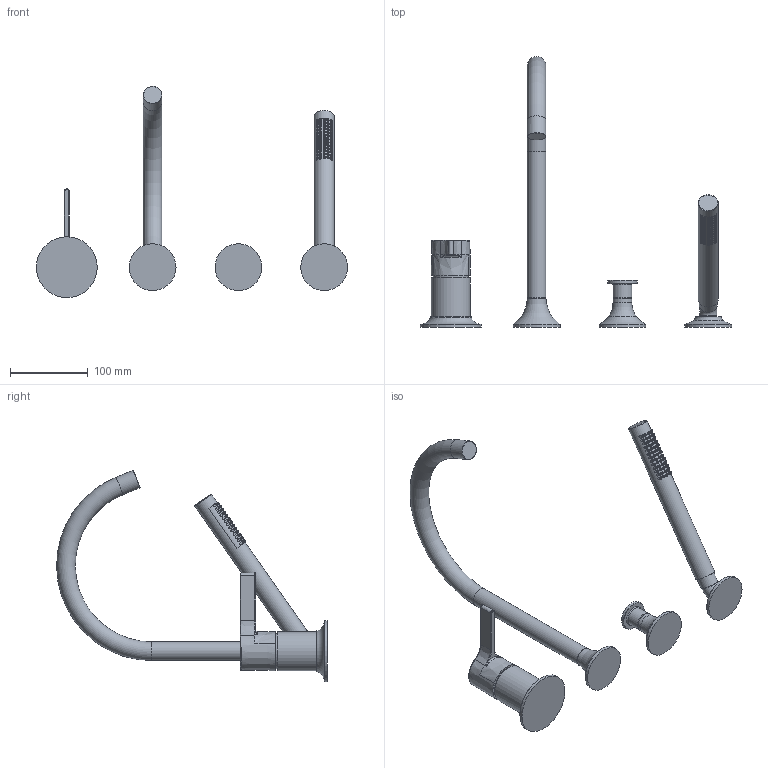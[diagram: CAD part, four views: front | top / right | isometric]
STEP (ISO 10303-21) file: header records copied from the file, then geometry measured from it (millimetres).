
FILE_DESCRIPTION (( 'STEP AP203' ), '1' );
FILE_NAME ('27632809-00.STEP', '2019-07-17T05:05:36', ( '' ), ( '' ), 'SwSTEP 2.0', 'SolidWorks 2017', '' );
FILE_SCHEMA (( 'CONFIG_CONTROL_DESIGN' ));
Length unit declared in the file: millimetre
Products named in the file (16): Planungsmodell_Einsatz-+-04.12.11.140.10_02_K1; Planungsmodell_Rosette-+-09.27.80.013.90-01_K1_D78x13,50; Planungsmodell_Rohr_gerade-+-28.568.780-10_ _K316_45 x 30; Planungsmodell_Einsatz-+-04.12.11.140.10_03_K1; Planungsmodell_Rosette-+-09.27.80.011.90-01_K2_D60x37 (Rohranschluss D24); Planungsmodell_Wannenrand- EHM VAIA-+-29.300.809-1_PDB_29300809-00; Planungsmodell_Handbrause-+-04.12.11.140.10_01_K1; Planungsmodell_Rohr-+-09.28.22.316.90-01_K1_D24x310; 27632809-00; Planungsmodell_Nippel-+-09.24.04.019.94-01_-; Planungsmodell_Rosette-+-09.27.80.016.90-01_K2_D60x37; Planungsmodell_Rohr_gerade-+-28.568.780-10_ _K318_50 x 55; Planungsmodell_Rosette-+-09.27.80.016.90-01_K1_D60x13,70; Planungsmodell_Hebel-+-09.20.80.022-01_K1; Planungsmodell_Knopf-+-09.20.80.016.90-01_K1; Planungsmodell_Koerper-+-04.12.11.140.10_04_K1
Assembly tree (15 placements, depth 4):
  27632809-00
    Planungsmodell_Rosette-+-09.27.80.011.90-01_K2_D60x37 (Rohranschluss D24)
    Planungsmodell_Rohr-+-09.28.22.316.90-01_K1_D24x310
    Planungsmodell_Rosette-+-09.27.80.016.90-01_K2_D60x37
    Planungsmodell_Rosette-+-09.27.80.016.90-01_K1_D60x13,70
    Planungsmodell_Knopf-+-09.20.80.016.90-01_K1
    Planungsmodell_Handbrause-+-04.12.11.140.10_01_K1
      Planungsmodell_Koerper-+-04.12.11.140.10_04_K1
      Planungsmodell_Einsatz-+-04.12.11.140.10_03_K1
        Planungsmodell_Einsatz-+-04.12.11.140.10_02_K1
    Planungsmodell_Nippel-+-09.24.04.019.94-01_-
    Planungsmodell_Wannenrand- EHM VAIA-+-29.300.809-1_PDB_29300809-00
      Planungsmodell_Rohr_gerade-+-28.568.780-10_ _K318_50 x 55
      Planungsmodell_Hebel-+-09.20.80.022-01_K1
      Planungsmodell_Rosette-+-09.27.80.013.90-01_K1_D78x13,50
      Planungsmodell_Rohr_gerade-+-28.568.780-10_ _K316_45 x 30
Bounding box: 399 x 347.12 x 270.88 mm (x, y, z)
Volume: 792413.9 mm3; surface area: 141761.3 mm2
Topology: 12 solids, 12 shells, 301 faces, 583 edges, 378 vertices
Faces by surface type: plane 100, torus 92, cylinder 90, bspline 10, cone 7, sphere 2
Full cylindrical faces by diameter (mm): 3 x65, 16.5 x1, 19.5 x1, 20.6 x1, 20.8 x1, 23.2 x1, 24 x4, 24.7 x1, 26 x1, 37.5 x1, 45 x1, 50 x1, 60 x3, 78 x1
Entity records: 12230 total; most frequent: CARTESIAN_POINT 5538, DIRECTION 1082, ORIENTED_EDGE 682, EDGE_LOOP 544, AXIS2_PLACEMENT_3D 527, FACE_OUTER_BOUND 472, EDGE_CURVE 341, VERTEX_POINT 307
